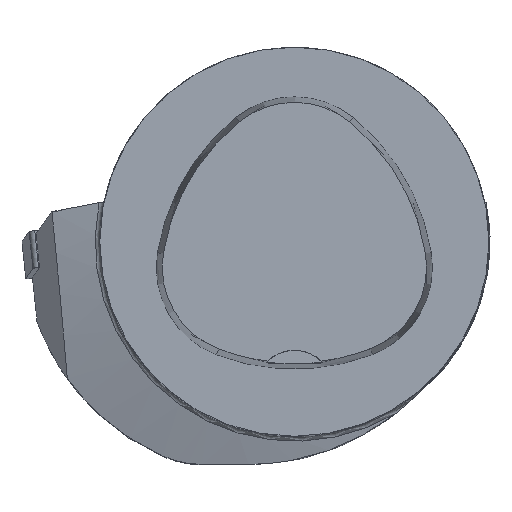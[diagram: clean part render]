
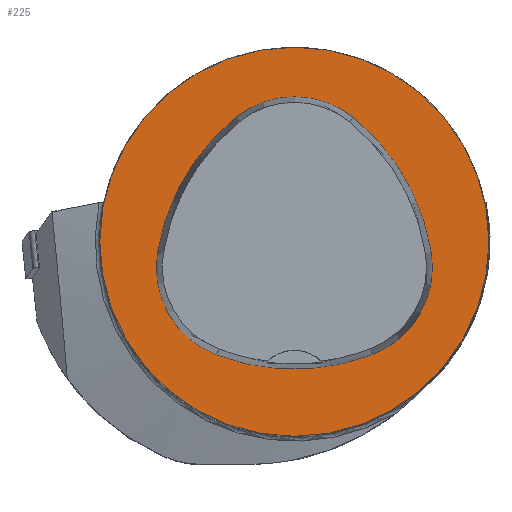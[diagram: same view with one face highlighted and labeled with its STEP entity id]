
A CAD part, top view. The second image highlights one B-rep face of the part: STEP entity #225.
In plain terms, the highlighted planar face has unit normal (0, 0, 1).
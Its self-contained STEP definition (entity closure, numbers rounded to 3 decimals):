
#225=ADVANCED_FACE('',(#442,#443),#270,.T.);
#270=PLANE('',#1260);
#442=FACE_BOUND('',#490,.T.);
#443=FACE_BOUND('',#491,.T.);
#490=EDGE_LOOP('',(#713,#714,#715,#716,#717,#718));
#491=EDGE_LOOP('',(#719));
#713=ORIENTED_EDGE('',*,*,#1036,.T.);
#714=ORIENTED_EDGE('',*,*,#1016,.T.);
#715=ORIENTED_EDGE('',*,*,#1020,.T.);
#716=ORIENTED_EDGE('',*,*,#1023,.T.);
#717=ORIENTED_EDGE('',*,*,#1026,.T.);
#718=ORIENTED_EDGE('',*,*,#1034,.T.);
#719=ORIENTED_EDGE('',*,*,#1007,.F.);
#883=VERTEX_POINT('',#1968);
#892=VERTEX_POINT('',#1987);
#893=VERTEX_POINT('',#1988);
#896=VERTEX_POINT('',#1996);
#898=VERTEX_POINT('',#2002);
#900=VERTEX_POINT('',#2008);
#907=VERTEX_POINT('',#2029);
#1007=EDGE_CURVE('',#883,#883,#1073,.T.);
#1016=EDGE_CURVE('',#892,#893,#1074,.T.);
#1020=EDGE_CURVE('',#893,#896,#1076,.T.);
#1023=EDGE_CURVE('',#896,#898,#1078,.T.);
#1026=EDGE_CURVE('',#898,#900,#1080,.T.);
#1034=EDGE_CURVE('',#900,#907,#1084,.T.);
#1036=EDGE_CURVE('',#907,#892,#1086,.T.);
#1073=CIRCLE('',#1232,25.);
#1074=CIRCLE('',#1238,28.);
#1076=CIRCLE('',#1241,12.);
#1078=CIRCLE('',#1244,28.);
#1080=CIRCLE('',#1247,12.);
#1084=CIRCLE('',#1252,28.);
#1086=CIRCLE('',#1255,12.);
#1232=AXIS2_PLACEMENT_3D('',#1967,#1467,#1468);
#1238=AXIS2_PLACEMENT_3D('',#1986,#1483,#1484);
#1241=AXIS2_PLACEMENT_3D('',#1995,#1491,#1492);
#1244=AXIS2_PLACEMENT_3D('',#2001,#1498,#1499);
#1247=AXIS2_PLACEMENT_3D('',#2007,#1505,#1506);
#1252=AXIS2_PLACEMENT_3D('',#2030,#1517,#1518);
#1255=AXIS2_PLACEMENT_3D('',#2033,#1523,#1524);
#1260=AXIS2_PLACEMENT_3D('',#2038,#1533,#1534);
#1467=DIRECTION('',(0.,0.,-1.));
#1468=DIRECTION('',(-1.,0.,0.));
#1483=DIRECTION('',(0.,0.,-1.));
#1484=DIRECTION('',(-1.,0.,0.));
#1491=DIRECTION('',(0.,0.,-1.));
#1492=DIRECTION('',(-1.,0.,0.));
#1498=DIRECTION('',(0.,0.,-1.));
#1499=DIRECTION('',(-1.,0.,0.));
#1505=DIRECTION('',(0.,0.,-1.));
#1506=DIRECTION('',(-1.,0.,0.));
#1517=DIRECTION('',(0.,0.,-1.));
#1518=DIRECTION('',(-1.,0.,0.));
#1523=DIRECTION('',(0.,0.,-1.));
#1524=DIRECTION('',(-1.,0.,0.));
#1533=DIRECTION('',(0.,0.,1.));
#1534=DIRECTION('',(1.,0.,0.));
#1967=CARTESIAN_POINT('',(0.,0.,
0.));
#1968=CARTESIAN_POINT('',(-25.,0.,0.));
#1986=CARTESIAN_POINT('',(10.068,-5.824,0.));
#1987=CARTESIAN_POINT('',(-17.584,-1.424,0.));
#1988=CARTESIAN_POINT('',(-7.531,15.953,0.));
#1995=CARTESIAN_POINT('',(0.011,6.62,0.));
#1996=CARTESIAN_POINT('',(7.567,15.942,0.));
#2001=CARTESIAN_POINT('',(-10.063,-5.81,0.));
#2002=CARTESIAN_POINT('',(17.59,-1.418,0.));
#2007=CARTESIAN_POINT('',(5.739,-3.3,0.));
#2008=CARTESIAN_POINT('',(10.05,-14.499,0.));
#2029=CARTESIAN_POINT('',(-10.025,-14.516,0.));
#2030=CARTESIAN_POINT('',(-0.01,11.631,0.));
#2033=CARTESIAN_POINT('',(-5.733,-3.31,0.));
#2038=CARTESIAN_POINT('',(0.,0.,
0.));
